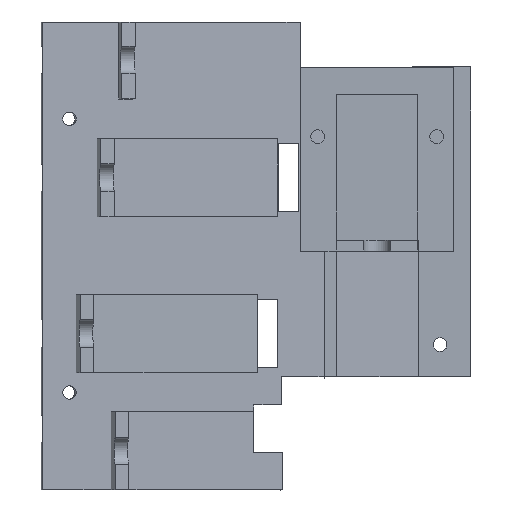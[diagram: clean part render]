
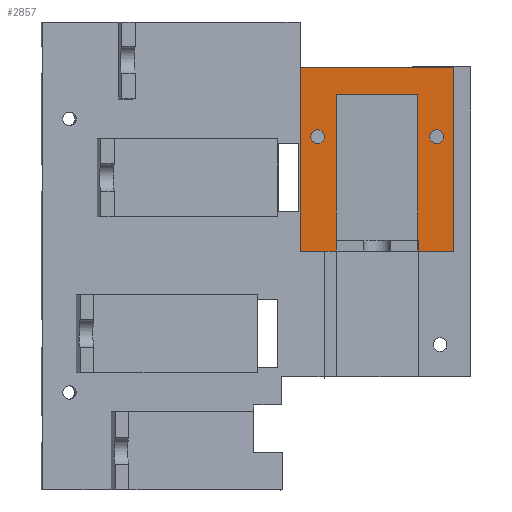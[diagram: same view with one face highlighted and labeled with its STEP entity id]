
A CAD part, top view. The second image highlights one B-rep face of the part: STEP entity #2857.
In plain terms, the highlighted planar face has unit normal (0, 0, 1).
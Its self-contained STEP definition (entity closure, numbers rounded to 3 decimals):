
#32=FACE_BOUND('',#233,.T.);
#33=FACE_BOUND('',#234,.T.);
#51=CIRCLE('',#3023,1.);
#52=CIRCLE('',#3024,1.);
#82=FACE_OUTER_BOUND('',#232,.T.);
#232=EDGE_LOOP('',(#1883,#1884,#1885,#1886,#1887,#1888,#1889,#1890));
#233=EDGE_LOOP('',(#1891));
#234=EDGE_LOOP('',(#1892));
#403=LINE('',#3963,#794);
#404=LINE('',#3966,#795);
#405=LINE('',#3968,#796);
#406=LINE('',#3970,#797);
#407=LINE('',#3972,#798);
#408=LINE('',#3974,#799);
#409=LINE('',#3976,#800);
#410=LINE('',#3977,#801);
#794=VECTOR('',#3208,10.);
#795=VECTOR('',#3211,10.);
#796=VECTOR('',#3212,10.);
#797=VECTOR('',#3213,10.);
#798=VECTOR('',#3214,10.);
#799=VECTOR('',#3215,10.);
#800=VECTOR('',#3216,10.);
#801=VECTOR('',#3217,10.);
#1182=VERTEX_POINT('',#3956);
#1185=VERTEX_POINT('',#3961);
#1186=VERTEX_POINT('',#3965);
#1187=VERTEX_POINT('',#3967);
#1188=VERTEX_POINT('',#3969);
#1189=VERTEX_POINT('',#3971);
#1190=VERTEX_POINT('',#3973);
#1191=VERTEX_POINT('',#3975);
#1192=VERTEX_POINT('',#3978);
#1193=VERTEX_POINT('',#3980);
#1461=EDGE_CURVE('',#1185,#1182,#403,.T.);
#1462=EDGE_CURVE('',#1186,#1182,#404,.T.);
#1463=EDGE_CURVE('',#1187,#1185,#405,.T.);
#1464=EDGE_CURVE('',#1188,#1187,#406,.T.);
#1465=EDGE_CURVE('',#1188,#1189,#407,.T.);
#1466=EDGE_CURVE('',#1189,#1190,#408,.T.);
#1467=EDGE_CURVE('',#1190,#1191,#409,.T.);
#1468=EDGE_CURVE('',#1191,#1186,#410,.T.);
#1469=EDGE_CURVE('',#1192,#1192,#51,.T.);
#1470=EDGE_CURVE('',#1193,#1193,#52,.T.);
#1883=ORIENTED_EDGE('',*,*,#1462,.T.);
#1884=ORIENTED_EDGE('',*,*,#1461,.F.);
#1885=ORIENTED_EDGE('',*,*,#1463,.F.);
#1886=ORIENTED_EDGE('',*,*,#1464,.F.);
#1887=ORIENTED_EDGE('',*,*,#1465,.T.);
#1888=ORIENTED_EDGE('',*,*,#1466,.T.);
#1889=ORIENTED_EDGE('',*,*,#1467,.T.);
#1890=ORIENTED_EDGE('',*,*,#1468,.T.);
#1891=ORIENTED_EDGE('',*,*,#1469,.T.);
#1892=ORIENTED_EDGE('',*,*,#1470,.T.);
#2722=PLANE('',#3022);
#2857=ADVANCED_FACE('',(#82,#32,#33),#2722,.T.);
#3022=AXIS2_PLACEMENT_3D('',#3964,#3209,#3210);
#3023=AXIS2_PLACEMENT_3D('',#3979,#3218,#3219);
#3024=AXIS2_PLACEMENT_3D('',#3981,#3220,#3221);
#3208=DIRECTION('',(0.,-1.,0.));
#3209=DIRECTION('center_axis',(0.,0.,1.));
#3210=DIRECTION('ref_axis',(1.,0.,0.));
#3211=DIRECTION('',(1.,0.,0.));
#3212=DIRECTION('',(1.,0.,0.));
#3213=DIRECTION('',(0.,1.,0.));
#3214=DIRECTION('',(1.,0.,0.));
#3215=DIRECTION('',(0.,1.,0.));
#3216=DIRECTION('',(1.,0.,0.));
#3217=DIRECTION('',(0.,-1.,0.));
#3218=DIRECTION('center_axis',(0.,0.,-1.));
#3219=DIRECTION('ref_axis',(1.,0.,0.));
#3220=DIRECTION('center_axis',(0.,0.,-1.));
#3221=DIRECTION('ref_axis',(1.,0.,0.));
#3956=CARTESIAN_POINT('',(50.68,-1.207,2.));
#3961=CARTESIAN_POINT('',(50.68,25.693,2.));
#3963=CARTESIAN_POINT('',(50.68,-1.307,2.));
#3964=CARTESIAN_POINT('Origin',(39.48,12.193,2.));
#3965=CARTESIAN_POINT('',(45.48,-1.207,2.));
#3966=CARTESIAN_POINT('',(34.38,-1.207,2.));
#3967=CARTESIAN_POINT('',(28.28,25.693,2.));
#3968=CARTESIAN_POINT('',(49.68,25.693,2.));
#3969=CARTESIAN_POINT('',(28.28,-1.207,2.));
#3970=CARTESIAN_POINT('',(28.28,25.693,2.));
#3971=CARTESIAN_POINT('',(33.48,-1.207,2.));
#3972=CARTESIAN_POINT('',(34.38,-1.207,2.));
#3973=CARTESIAN_POINT('',(33.48,0.393,2.));
#3974=CARTESIAN_POINT('',(33.48,5.493,2.));
#3975=CARTESIAN_POINT('',(45.48,0.393,2.));
#3976=CARTESIAN_POINT('',(36.48,0.393,2.));
#3977=CARTESIAN_POINT('',(45.48,6.293,2.));
#3978=CARTESIAN_POINT('',(29.78,15.529,2.));
#3979=CARTESIAN_POINT('Origin',(30.78,15.529,2.));
#3980=CARTESIAN_POINT('',(47.18,15.529,2.));
#3981=CARTESIAN_POINT('Origin',(48.18,15.529,2.));
